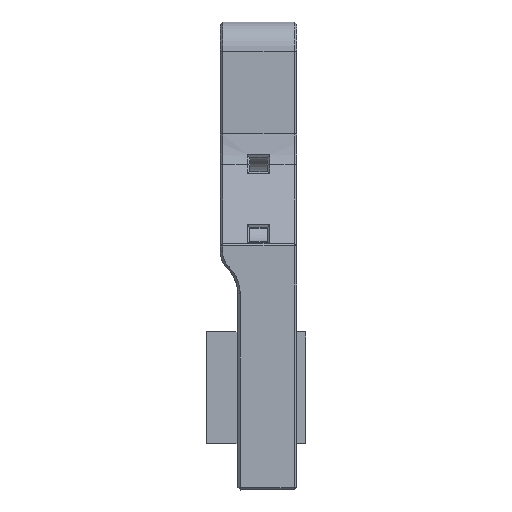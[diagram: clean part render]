
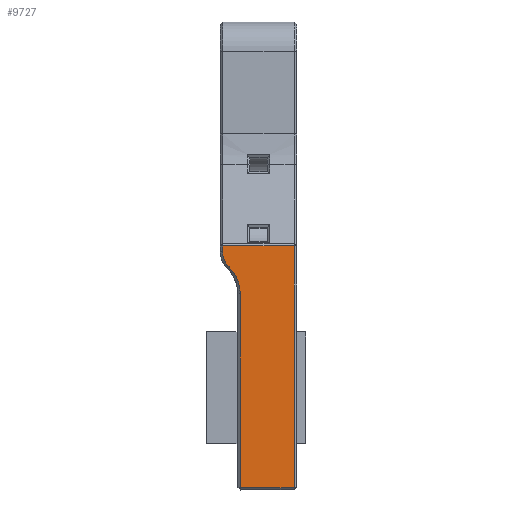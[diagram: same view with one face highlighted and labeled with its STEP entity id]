
A CAD part, left-side view. The second image highlights one B-rep face of the part: STEP entity #9727.
In plain terms, the highlighted planar face has unit normal (-1, 0, 0).
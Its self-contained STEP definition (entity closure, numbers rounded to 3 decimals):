
#561=CIRCLE('',#10362,6.4);
#563=CIRCLE('',#10365,3.6);
#943=FACE_OUTER_BOUND('',#1560,.T.);
#1560=EDGE_LOOP('',(#7386,#7387,#7388,#7389,#7390,#7391,#7392));
#2360=LINE('',#15473,#3358);
#2362=LINE('',#15476,#3360);
#2365=LINE('',#15482,#3363);
#2384=LINE('',#15533,#3382);
#2387=LINE('',#15547,#3385);
#3358=VECTOR('',#11709,41.2);
#3360=VECTOR('',#11713,9.2);
#3363=VECTOR('',#11720,12.2);
#3382=VECTOR('',#11779,33.054);
#3385=VECTOR('',#11796,1.005);
#4352=VERTEX_POINT('',#15404);
#4356=VERTEX_POINT('',#15413);
#4357=VERTEX_POINT('',#15417);
#4360=VERTEX_POINT('',#15424);
#4384=VERTEX_POINT('',#15531);
#4385=VERTEX_POINT('',#15535);
#4387=VERTEX_POINT('',#15541);
#5379=EDGE_CURVE('',#4357,#4360,#2360,.T.);
#5381=EDGE_CURVE('',#4360,#4356,#2362,.T.);
#5384=EDGE_CURVE('',#4352,#4357,#2365,.T.);
#5410=EDGE_CURVE('',#4356,#4384,#2384,.T.);
#5411=EDGE_CURVE('',#4384,#4385,#561,.T.);
#5414=EDGE_CURVE('',#4385,#4387,#563,.T.);
#5417=EDGE_CURVE('',#4387,#4352,#2387,.T.);
#7386=ORIENTED_EDGE('',*,*,#5379,.F.);
#7387=ORIENTED_EDGE('',*,*,#5384,.F.);
#7388=ORIENTED_EDGE('',*,*,#5417,.F.);
#7389=ORIENTED_EDGE('',*,*,#5414,.F.);
#7390=ORIENTED_EDGE('',*,*,#5411,.F.);
#7391=ORIENTED_EDGE('',*,*,#5410,.F.);
#7392=ORIENTED_EDGE('',*,*,#5381,.F.);
#9317=PLANE('',#10426);
#9727=ADVANCED_FACE('',(#943),#9317,.T.);
#10362=AXIS2_PLACEMENT_3D('',#15536,#11782,#11783);
#10365=AXIS2_PLACEMENT_3D('',#15542,#11789,#11790);
#10426=AXIS2_PLACEMENT_3D('',#16885,#11960,#11961);
#11709=DIRECTION('',(0.,0.,-1.));
#11713=DIRECTION('',(0.,1.,0.));
#11720=DIRECTION('',(0.,-1.,0.));
#11779=DIRECTION('',(0.,0.,1.));
#11782=DIRECTION('center_axis',(-1.,0.,0.));
#11783=DIRECTION('ref_axis',(0.,0.,1.));
#11789=DIRECTION('center_axis',(1.,0.,0.));
#11790=DIRECTION('ref_axis',(0.,0.,-1.));
#11796=DIRECTION('',(0.,0.,1.));
#11960=DIRECTION('center_axis',(-1.,0.,0.));
#11961=DIRECTION('ref_axis',(0.,1.,0.));
#15404=CARTESIAN_POINT('',(225.575,68.1,36.6));
#15413=CARTESIAN_POINT('',(225.575,65.1,-4.6));
#15417=CARTESIAN_POINT('',(225.575,55.9,36.6));
#15424=CARTESIAN_POINT('',(225.575,55.9,-4.6));
#15473=CARTESIAN_POINT('',(225.575,55.9,36.6));
#15476=CARTESIAN_POINT('',(225.575,55.9,-4.6));
#15482=CARTESIAN_POINT('',(225.575,68.1,36.6));
#15531=CARTESIAN_POINT('',(225.575,65.1,28.454));
#15533=CARTESIAN_POINT('',(225.575,65.1,-4.6));
#15535=CARTESIAN_POINT('',(225.575,67.02,33.024));
#15536=CARTESIAN_POINT('Origin',(225.575,71.5,28.454));
#15541=CARTESIAN_POINT('',(225.575,68.1,35.595));
#15542=CARTESIAN_POINT('Origin',(225.575,64.5,35.595));
#15547=CARTESIAN_POINT('',(225.575,68.1,35.595));
#16885=CARTESIAN_POINT('Origin',(225.575,65.5,-5.));
